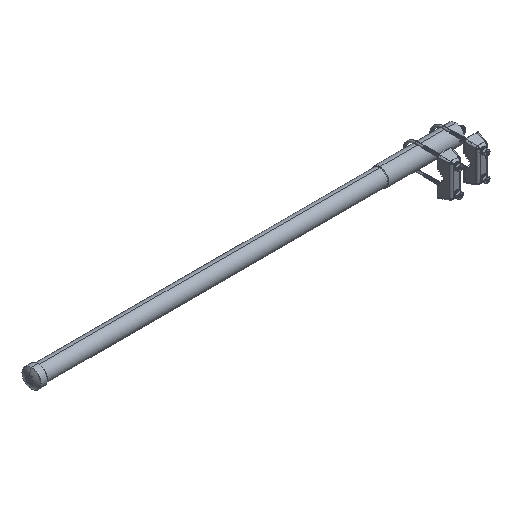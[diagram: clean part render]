
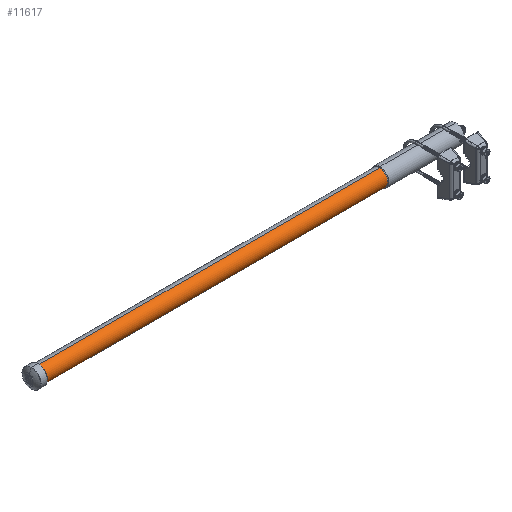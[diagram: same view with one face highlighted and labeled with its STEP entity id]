
A CAD part, isometric view. The second image highlights one B-rep face of the part: STEP entity #11617.
In plain terms, the highlighted cylindrical face has radius 19.25 mm (diameter 38.5 mm), a partial arc.
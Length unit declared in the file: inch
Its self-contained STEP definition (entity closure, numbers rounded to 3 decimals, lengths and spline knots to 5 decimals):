
#264 = ORIENTED_EDGE ( 'NONE', *, *, #27506, .F. ) ;
#549 = DIRECTION ( 'NONE',  ( 1., 0., 0. ) ) ;
#1390 = ORIENTED_EDGE ( 'NONE', *, *, #47798, .T. ) ;
#1809 = CYLINDRICAL_SURFACE ( 'NONE', #45669, 0.75787 ) ;
#7487 = LINE ( 'NONE', #30721, #53879 ) ;
#8148 = CARTESIAN_POINT ( 'NONE',  ( -7.1266, 0., 0.75787 ) ) ;
#8575 = CIRCLE ( 'NONE', #54620, 0.75787 ) ;
#9215 = LINE ( 'NONE', #39558, #57019 ) ;
#9827 = CARTESIAN_POINT ( 'NONE',  ( -39.0256, 0., -0.75787 ) ) ;
#11617 = ADVANCED_FACE ( 'NONE', ( #39066 ), #1809, .T. ) ;
#13481 = AXIS2_PLACEMENT_3D ( 'NONE', #41466, #14562, #45974 ) ;
#14562 = DIRECTION ( 'NONE',  ( 1., 0., 0. ) ) ;
#21345 = VERTEX_POINT ( 'NONE', #9827 ) ;
#21349 = EDGE_CURVE ( 'NONE', #46639, #38282, #29875, .T. ) ;
#23100 = CARTESIAN_POINT ( 'NONE',  ( -7.1266, 0., -0.75787 ) ) ;
#27171 = ORIENTED_EDGE ( 'NONE', *, *, #51860, .T. ) ;
#27496 = CARTESIAN_POINT ( 'NONE',  ( -39.0256, 0., 0. ) ) ;
#27506 = EDGE_CURVE ( 'NONE', #30043, #46639, #7487, .T. ) ;
#29875 = CIRCLE ( 'NONE', #13481, 0.75787 ) ;
#30043 = VERTEX_POINT ( 'NONE', #40682 ) ;
#30721 = CARTESIAN_POINT ( 'NONE',  ( 8.51438, 0., 0.75787 ) ) ;
#32015 = DIRECTION ( 'NONE',  ( 0., 0., -1. ) ) ;
#38282 = VERTEX_POINT ( 'NONE', #23100 ) ;
#38296 = EDGE_LOOP ( 'NONE', ( #264, #1390, #27171, #43343 ) ) ;
#39066 = FACE_OUTER_BOUND ( 'NONE', #38296, .T. ) ;
#39558 = CARTESIAN_POINT ( 'NONE',  ( 8.51438, 0., -0.75787 ) ) ;
#40682 = CARTESIAN_POINT ( 'NONE',  ( -39.0256, 0., 0.75787 ) ) ;
#41466 = CARTESIAN_POINT ( 'NONE',  ( -7.1266, 0., 0. ) ) ;
#42529 = DIRECTION ( 'NONE',  ( 1., 0., 0. ) ) ;
#43343 = ORIENTED_EDGE ( 'NONE', *, *, #21349, .F. ) ;
#44108 = DIRECTION ( 'NONE',  ( 1., 0., 0. ) ) ;
#45669 = AXIS2_PLACEMENT_3D ( 'NONE', #47002, #42529, #56030 ) ;
#45974 = DIRECTION ( 'NONE',  ( 0., 0., -1. ) ) ;
#46639 = VERTEX_POINT ( 'NONE', #8148 ) ;
#47002 = CARTESIAN_POINT ( 'NONE',  ( 8.51438, 0., 0. ) ) ;
#47798 = EDGE_CURVE ( 'NONE', #30043, #21345, #8575, .T. ) ;
#51860 = EDGE_CURVE ( 'NONE', #21345, #38282, #9215, .T. ) ;
#53025 = DIRECTION ( 'NONE',  ( 1., 0., 0. ) ) ;
#53879 = VECTOR ( 'NONE', #53025, 39.37008 ) ;
#54620 = AXIS2_PLACEMENT_3D ( 'NONE', #27496, #549, #32015 ) ;
#56030 = DIRECTION ( 'NONE',  ( 0., 0., -1. ) ) ;
#57019 = VECTOR ( 'NONE', #44108, 39.37008 ) ;
